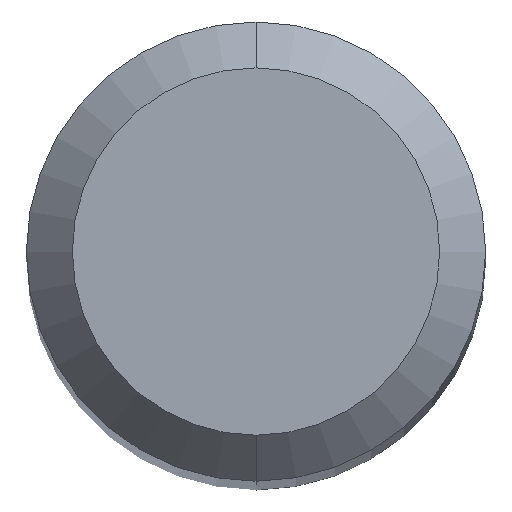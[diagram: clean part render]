
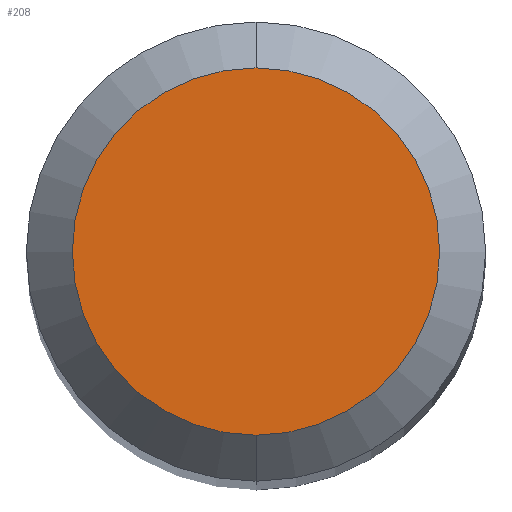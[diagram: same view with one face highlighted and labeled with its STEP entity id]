
A CAD part, top view. The second image highlights one B-rep face of the part: STEP entity #208.
In plain terms, the highlighted planar face has unit normal (0, 0, 1).
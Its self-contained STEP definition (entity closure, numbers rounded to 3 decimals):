
#184=VERTEX_POINT('',#429);
#198=EDGE_CURVE('',#250,#184,#445,.T.);
#208=ADVANCED_FACE('',(#455),#456,.T.);
#226=EDGE_CURVE('',#184,#250,#476,.T.);
#250=VERTEX_POINT('',#502);
#429=CARTESIAN_POINT('',(0.,-1.2,0.0));
#445=CIRCLE('',#723,1.2);
#455=FACE_OUTER_BOUND('',#735,.T.);
#456=PLANE('',#736);
#476=CIRCLE('',#764,1.2);
#502=CARTESIAN_POINT('',(0.0,1.2,0.0));
#723=AXIS2_PLACEMENT_3D('',#1036,#1037,#1038);
#735=EDGE_LOOP('',(#1046,#1047));
#736=AXIS2_PLACEMENT_3D('',#1048,#1049,#1050);
#764=AXIS2_PLACEMENT_3D('',#1073,#1074,#1075);
#1036=CARTESIAN_POINT('',(0.0,0.0,0.0));
#1037=DIRECTION('',(0.0,0.0,-1.0));
#1038=DIRECTION('',(0.0,1.0,0.0));
#1046=ORIENTED_EDGE('',*,*,#198,.F.);
#1047=ORIENTED_EDGE('',*,*,#226,.F.);
#1048=CARTESIAN_POINT('',(0.0,0.6,0.0));
#1049=DIRECTION('',(-0.0,0.0,1.0));
#1050=DIRECTION('',(0.0,-1.0,0.0));
#1073=CARTESIAN_POINT('',(0.0,0.0,0.0));
#1074=DIRECTION('',(0.0,0.0,-1.0));
#1075=DIRECTION('',(0.0,1.0,0.0));
